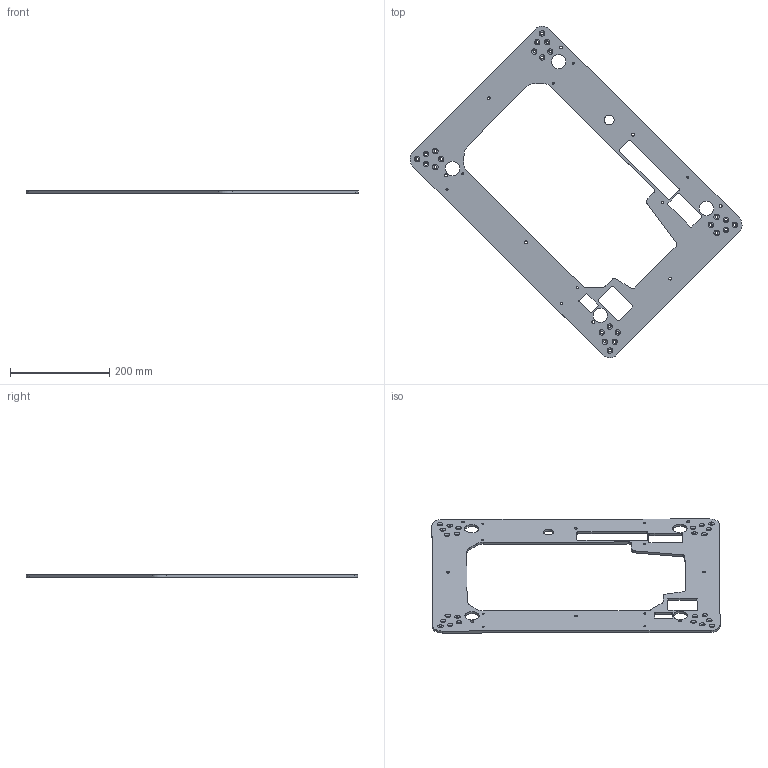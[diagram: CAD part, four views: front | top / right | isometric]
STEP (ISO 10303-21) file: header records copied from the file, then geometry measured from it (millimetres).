
FILE_DESCRIPTION(/* description */ (''),/* implementation_level */ '2;1');
FILE_NAME(/* name */ 'základna.stp',/* time_stamp */ '2023-06-29T10:50:45+02:00',/* author */ ('Pavel Večerek'),/* organization */ (''),/* preprocessor_version */ 'ST-DEVELOPER v19',/* originating_system */ 'Autodesk Inventor 2023',/* authorisation */ '');
FILE_SCHEMA (('AUTOMOTIVE_DESIGN { 1 0 10303 214 3 1 1 }'));
Length unit declared in the file: millimetre
Products named in the file (1): základna
Bounding box: 669.59 x 668.77 x 5 mm (x, y, z)
Volume: 571130.6 mm3; surface area: 254462.2 mm2
Topology: 1 solids, 1 shells, 133 faces, 369 edges, 238 vertices
Faces by surface type: cylinder 76, plane 33, cone 24
Full cylindrical faces by diameter (mm): 4.134 x8, 5.5 x28, 6 x4, 20 x1, 29 x4
Entity records: 4550 total; most frequent: DIRECTION 813, CARTESIAN_POINT 741, ORIENTED_EDGE 738, EDGE_CURVE 369, AXIS2_PLACEMENT_3D 310, VERTEX_POINT 238, EDGE_LOOP 233, LINE 193
